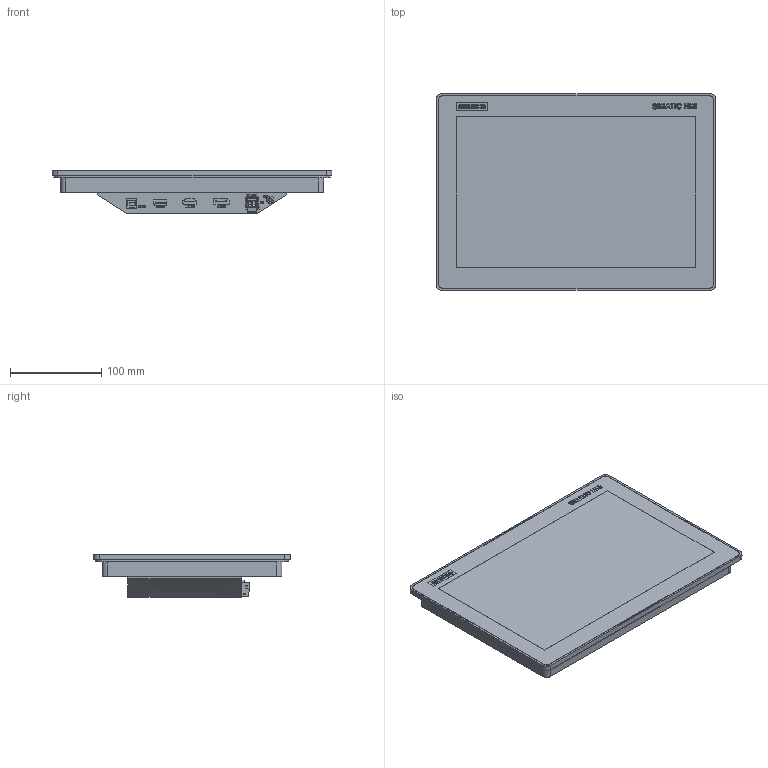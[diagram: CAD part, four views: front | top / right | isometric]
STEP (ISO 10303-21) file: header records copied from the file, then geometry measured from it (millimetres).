
FILE_DESCRIPTION(/* description */ (''),/* implementation_level */ '2;1');
FILE_NAME(/* name */ '6AV7862-2BC00-2AA0_3d.stp',/* time_stamp */ '2025-04-17T05:57:56+02:00',/* author */ (''),/* organization */ (''),/* preprocessor_version */ 'ST-DEVELOPER v18.102',/* originating_system */ 'SIEMENS PLM Software NX 2023',/* authorisation */ '');
FILE_SCHEMA (('AUTOMOTIVE_DESIGN { 1 0 10303 214 3 1 1 1 }'));
Length unit declared in the file: millimetre
Products named in the file (4): A5E43715793A_003; A5E54524712A_001; A5E54524265A_001; A5E54525360A_001
Assembly tree (3 placements, depth 2):
  A5E54525360A_001
    A5E54524265A_001
    A5E54524712A_001
    A5E43715793A_003
Bounding box: 305.94 x 214.94 x 47.2 mm (x, y, z)
Volume: 1932690.8 mm3; surface area: 175549.3 mm2
Topology: 95 solids, 95 shells, 1268 faces, 3083 edges, 2047 vertices
Faces by surface type: plane 955, extrusion 222, cylinder 84, cone 6, bspline 1
Full cylindrical faces by diameter (mm): 1.53 x2, 2.54 x2, 3 x2, 3.3 x4, 3.688 x2, 4 x2, 8 x1
Entity records: 46520 total; most frequent: CARTESIAN_POINT 13296, ORIENTED_EDGE 6078, DIRECTION 4657, EDGE_CURVE 3039, VECTOR 2365, LINE 2143, VERTEX_POINT 2037, EDGE_LOOP 1416
